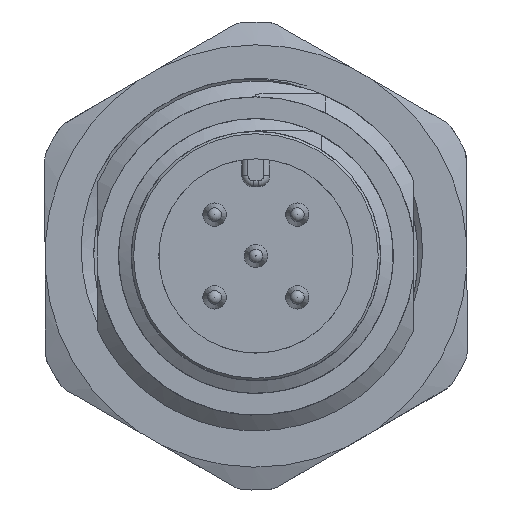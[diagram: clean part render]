
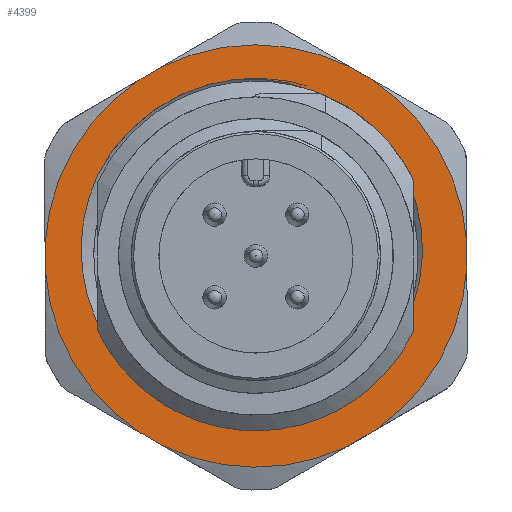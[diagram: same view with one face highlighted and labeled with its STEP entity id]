
A CAD part, front view. The second image highlights one B-rep face of the part: STEP entity #4399.
In plain terms, the highlighted face is planar.
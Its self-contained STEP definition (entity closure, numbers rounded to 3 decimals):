
#335=B_SPLINE_CURVE_WITH_KNOTS('',3,(#18190,#18191,#18192,#18193,#18194,
#18195,#18196),.UNSPECIFIED.,.F.,.F.,(4,1,1,1,4),(0.,0.004,
0.009,0.013,0.017),
 .UNSPECIFIED.);
#336=B_SPLINE_CURVE_WITH_KNOTS('',3,(#18200,#18201,#18202,#18203,#18204,
#18205,#18206),.UNSPECIFIED.,.F.,.F.,(4,1,1,1,4),(0.,
0.004,0.009,0.013,0.017),
 .UNSPECIFIED.);
#624=LINE('',#18210,#811);
#625=LINE('',#18214,#812);
#626=LINE('',#18218,#813);
#627=LINE('',#18222,#814);
#628=LINE('',#18226,#815);
#629=LINE('',#18230,#816);
#811=VECTOR('',#5797,1000.);
#812=VECTOR('',#5800,1000.);
#813=VECTOR('',#5803,1000.);
#814=VECTOR('',#5806,1000.);
#815=VECTOR('',#5809,1000.);
#816=VECTOR('',#5812,1000.);
#1763=ORIENTED_EDGE('',*,*,#2523,.T.);
#1764=ORIENTED_EDGE('',*,*,#2524,.T.);
#1765=ORIENTED_EDGE('',*,*,#2525,.T.);
#1766=ORIENTED_EDGE('',*,*,#2526,.T.);
#1767=ORIENTED_EDGE('',*,*,#2527,.F.);
#1768=ORIENTED_EDGE('',*,*,#2528,.T.);
#1769=ORIENTED_EDGE('',*,*,#2529,.F.);
#1770=ORIENTED_EDGE('',*,*,#2530,.T.);
#1771=ORIENTED_EDGE('',*,*,#2531,.F.);
#1772=ORIENTED_EDGE('',*,*,#2532,.T.);
#1773=ORIENTED_EDGE('',*,*,#2533,.F.);
#1774=ORIENTED_EDGE('',*,*,#2534,.T.);
#1775=ORIENTED_EDGE('',*,*,#2535,.F.);
#1776=ORIENTED_EDGE('',*,*,#2536,.T.);
#1777=ORIENTED_EDGE('',*,*,#2537,.F.);
#1778=ORIENTED_EDGE('',*,*,#2538,.T.);
#2523=EDGE_CURVE('',#3007,#3008,#3244,.T.);
#2524=EDGE_CURVE('',#3008,#3009,#335,.T.);
#2525=EDGE_CURVE('',#3009,#3010,#3245,.F.);
#2526=EDGE_CURVE('',#3010,#3007,#336,.T.);
#2527=EDGE_CURVE('',#3011,#3012,#3246,.F.);
#2528=EDGE_CURVE('',#3011,#3013,#624,.T.);
#2529=EDGE_CURVE('',#3014,#3013,#3247,.F.);
#2530=EDGE_CURVE('',#3014,#3015,#625,.T.);
#2531=EDGE_CURVE('',#3016,#3015,#3248,.F.);
#2532=EDGE_CURVE('',#3016,#3017,#626,.T.);
#2533=EDGE_CURVE('',#3018,#3017,#3249,.F.);
#2534=EDGE_CURVE('',#3018,#3019,#627,.T.);
#2535=EDGE_CURVE('',#3020,#3019,#3250,.F.);
#2536=EDGE_CURVE('',#3020,#3021,#628,.T.);
#2537=EDGE_CURVE('',#3022,#3021,#3251,.F.);
#2538=EDGE_CURVE('',#3022,#3012,#629,.T.);
#3007=VERTEX_POINT('',#18188);
#3008=VERTEX_POINT('',#18189);
#3009=VERTEX_POINT('',#18197);
#3010=VERTEX_POINT('',#18199);
#3011=VERTEX_POINT('',#18208);
#3012=VERTEX_POINT('',#18209);
#3013=VERTEX_POINT('',#18211);
#3014=VERTEX_POINT('',#18213);
#3015=VERTEX_POINT('',#18215);
#3016=VERTEX_POINT('',#18217);
#3017=VERTEX_POINT('',#18219);
#3018=VERTEX_POINT('',#18221);
#3019=VERTEX_POINT('',#18223);
#3020=VERTEX_POINT('',#18225);
#3021=VERTEX_POINT('',#18227);
#3022=VERTEX_POINT('',#18229);
#3244=CIRCLE('',#4870,7.6);
#3245=CIRCLE('',#4871,6.93);
#3246=CIRCLE('',#4872,9.024);
#3247=CIRCLE('',#4873,9.024);
#3248=CIRCLE('',#4874,9.024);
#3249=CIRCLE('',#4875,9.024);
#3250=CIRCLE('',#4876,9.024);
#3251=CIRCLE('',#4877,9.024);
#3594=EDGE_LOOP('',(#1763,#1764,#1765,#1766));
#3595=EDGE_LOOP('',(#1767,#1768,#1769,#1770,#1771,#1772,#1773,#1774,#1775,
#1776,#1777,#1778));
#3993=FACE_BOUND('',#3594,.T.);
#3994=FACE_BOUND('',#3595,.T.);
#4151=PLANE('',#4869);
#4399=ADVANCED_FACE('',(#3993,#3994),#4151,.T.);
#4869=AXIS2_PLACEMENT_3D('',#18186,#5789,#5790);
#4870=AXIS2_PLACEMENT_3D('',#18187,#5791,#5792);
#4871=AXIS2_PLACEMENT_3D('',#18198,#5793,#5794);
#4872=AXIS2_PLACEMENT_3D('',#18207,#5795,#5796);
#4873=AXIS2_PLACEMENT_3D('',#18212,#5798,#5799);
#4874=AXIS2_PLACEMENT_3D('',#18216,#5801,#5802);
#4875=AXIS2_PLACEMENT_3D('',#18220,#5804,#5805);
#4876=AXIS2_PLACEMENT_3D('',#18224,#5807,#5808);
#4877=AXIS2_PLACEMENT_3D('',#18228,#5810,#5811);
#5789=DIRECTION('',(1.,0.,0.));
#5790=DIRECTION('',(0.,0.,-1.));
#5791=DIRECTION('',(-1.,0.,0.));
#5792=DIRECTION('',(0.,1.,0.));
#5793=DIRECTION('',(1.,0.,0.));
#5794=DIRECTION('',(0.,0.,-1.));
#5795=DIRECTION('',(1.,0.,0.));
#5796=DIRECTION('',(0.,0.,-1.));
#5797=DIRECTION('',(0.,1.,0.));
#5798=DIRECTION('',(1.,0.,0.));
#5799=DIRECTION('',(0.,0.,-1.));
#5800=DIRECTION('',(0.,0.497,0.868));
#5801=DIRECTION('',(1.,0.,0.));
#5802=DIRECTION('',(0.,0.,-1.));
#5803=DIRECTION('',(0.,-0.497,0.868));
#5804=DIRECTION('',(1.,0.,0.));
#5805=DIRECTION('',(0.,0.,-1.));
#5806=DIRECTION('',(0.,-1.,0.));
#5807=DIRECTION('',(1.,0.,0.));
#5808=DIRECTION('',(0.,0.,-1.));
#5809=DIRECTION('',(0.,-0.498,-0.867));
#5810=DIRECTION('',(1.,0.,0.));
#5811=DIRECTION('',(0.,0.,-1.));
#5812=DIRECTION('',(0.,0.498,-0.867));
#18186=CARTESIAN_POINT('',(1.5,0.,0.));
#18187=CARTESIAN_POINT('',(1.5,0.,0.));
#18188=CARTESIAN_POINT('',(1.5,-4.081,6.411));
#18189=CARTESIAN_POINT('',(1.5,3.02,6.974));
#18190=CARTESIAN_POINT('',(1.5,3.02,6.974));
#18191=CARTESIAN_POINT('',(1.5,4.318,6.354));
#18192=CARTESIAN_POINT('',(1.5,6.523,4.378));
#18193=CARTESIAN_POINT('',(1.5,7.706,0.079));
#18194=CARTESIAN_POINT('',(1.5,6.285,-4.171));
#18195=CARTESIAN_POINT('',(1.5,3.917,-5.964));
#18196=CARTESIAN_POINT('',(1.5,2.558,-6.441));
#18197=CARTESIAN_POINT('',(1.5,2.558,-6.441));
#18198=CARTESIAN_POINT('',(1.5,0.,0.));
#18199=CARTESIAN_POINT('',(1.5,-1.511,-6.763));
#18200=CARTESIAN_POINT('',(1.5,-1.511,-6.763));
#18201=CARTESIAN_POINT('',(1.5,-2.927,-6.508));
#18202=CARTESIAN_POINT('',(1.5,-5.554,-5.103));
#18203=CARTESIAN_POINT('',(1.5,-7.621,-1.142));
#18204=CARTESIAN_POINT('',(1.5,-7.131,3.298));
#18205=CARTESIAN_POINT('',(1.5,-5.265,5.594));
#18206=CARTESIAN_POINT('',(1.5,-4.081,6.411));
#18207=CARTESIAN_POINT('',(1.5,0.,0.));
#18208=CARTESIAN_POINT('',(1.5,-0.764,-8.992));
#18209=CARTESIAN_POINT('',(1.5,-7.542,-4.955));
#18210=CARTESIAN_POINT('',(1.5,-4.376,-8.992));
#18211=CARTESIAN_POINT('',(1.5,0.764,-8.992));
#18212=CARTESIAN_POINT('',(1.5,0.,0.));
#18213=CARTESIAN_POINT('',(1.5,7.551,-4.941));
#18214=CARTESIAN_POINT('',(1.5,5.661,-8.243));
#18215=CARTESIAN_POINT('',(1.5,8.085,-4.008));
#18216=CARTESIAN_POINT('',(1.5,0.,0.));
#18217=CARTESIAN_POINT('',(1.5,8.085,4.008));
#18218=CARTESIAN_POINT('',(1.5,9.975,0.706));
#18219=CARTESIAN_POINT('',(1.5,7.551,4.941));
#18220=CARTESIAN_POINT('',(1.5,0.,0.));
#18221=CARTESIAN_POINT('',(1.5,0.537,9.008));
#18222=CARTESIAN_POINT('',(1.5,4.342,9.008));
#18223=CARTESIAN_POINT('',(1.5,-0.537,9.008));
#18224=CARTESIAN_POINT('',(1.5,0.,0.));
#18225=CARTESIAN_POINT('',(1.5,-7.542,4.955));
#18226=CARTESIAN_POINT('',(1.5,-5.646,8.254));
#18227=CARTESIAN_POINT('',(1.5,-8.078,4.024));
#18228=CARTESIAN_POINT('',(1.5,0.,0.));
#18229=CARTESIAN_POINT('',(1.5,-8.078,-4.024));
#18230=CARTESIAN_POINT('',(1.5,-9.974,-0.725));
